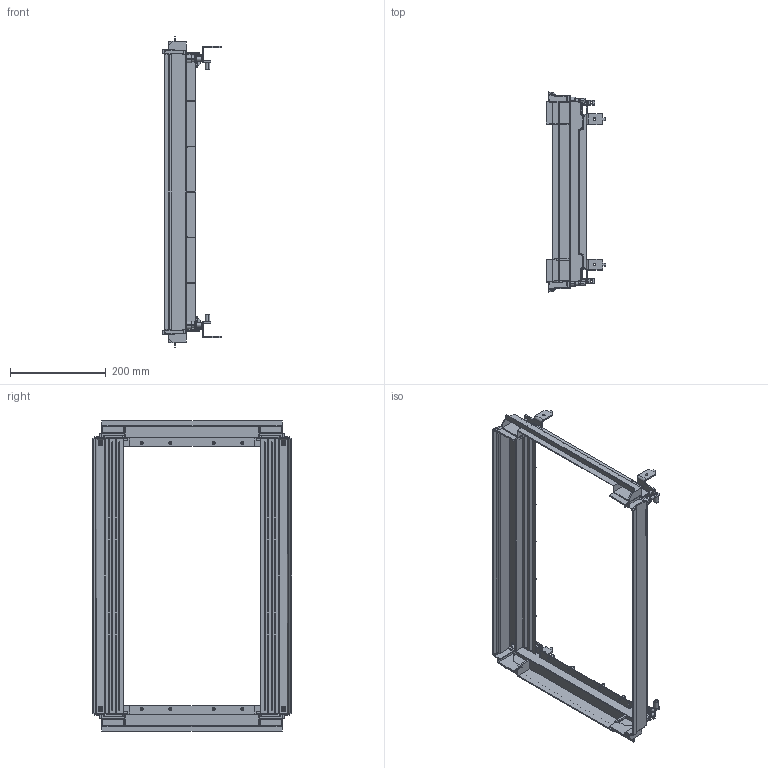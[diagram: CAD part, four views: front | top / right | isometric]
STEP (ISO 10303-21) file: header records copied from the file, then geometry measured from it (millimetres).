
FILE_DESCRIPTION (( 'STEP AP203' ), '1' );
FILE_NAME ('G7_2_TPM.STEP', '2014-06-11T12:22:40', ( '' ), ( '' ), 'SwSTEP 2.0', 'SolidWorks 2012', '' );
FILE_SCHEMA (( 'CONFIG_CONTROL_DESIGN' ));
Length unit declared in the file: millimetre
Products named in the file (6): G7_2_TPM; Boccola; Flangia supporto castello B; Flangia supporto castello A; Chiusura G7_H 420; Montante 2 Moduli
Assembly tree (10 placements, depth 2):
  G7_2_TPM
    Montante 2 Moduli  x2
    Chiusura G7_H 420  x2
    Flangia supporto castello A  x2
    Flangia supporto castello B  x2
    Boccola  x2
Bounding box: 124 x 417 x 648 mm (x, y, z)
Volume: 698613.8 mm3; surface area: 591928.5 mm2
Topology: 10 solids, 10 shells, 1628 faces, 4316 edges, 2768 vertices
Faces by surface type: plane 916, cylinder 394, cone 144, torus 104, sphere 36, bspline 34
Entity records: 26403 total; most frequent: CARTESIAN_POINT 5954, ORIENTED_EDGE 4316, DIRECTION 3893, EDGE_CURVE 2158, LINE 1431, VECTOR 1431, VERTEX_POINT 1384, AXIS2_PLACEMENT_3D 1231
